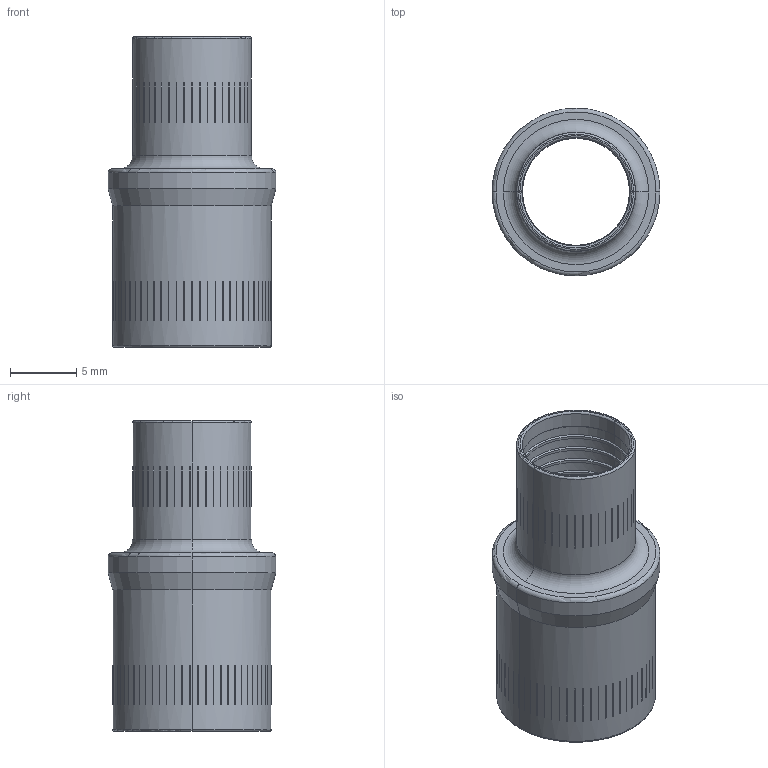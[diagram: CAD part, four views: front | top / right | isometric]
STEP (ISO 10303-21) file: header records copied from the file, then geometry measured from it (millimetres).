
FILE_DESCRIPTION(('CATIA V5 STEP Exchange','CAx-IF Rec.Pracs.--- Model Styling and Organization---1.4--- 2014-01-23'),'2;1');
FILE_NAME ('198264-1_2', '2018-12-04T13:59:35+00:00', ('none'), ('Weidmueller'), 'CATIA Version 5-6 Release 2016 SP3 HF44', 'CATIA V5 STEP AP214', 'none');
FILE_SCHEMA(('AUTOMOTIVE_DESIGN { 1 0 10303 214 1 1 1 1 }'));
Length unit declared in the file: millimetre
Products named in the file (1): 2566050000
Bounding box: 12.7 x 12.7 x 23.5 mm (x, y, z)
Volume: 462.1 mm3; surface area: 1608.8 mm2
Topology: 1 solids, 1 shells, 515 faces, 1140 edges, 744 vertices
Faces by surface type: plane 449, cylinder 34, cone 16, torus 16
Entity records: 14119 total; most frequent: CARTESIAN_POINT 2702, ORIENTED_EDGE 2280, DIRECTION 2151, EDGE_CURVE 1140, VECTOR 820, LINE 820, AXIS2_PLACEMENT_3D 817, VERTEX_POINT 744
